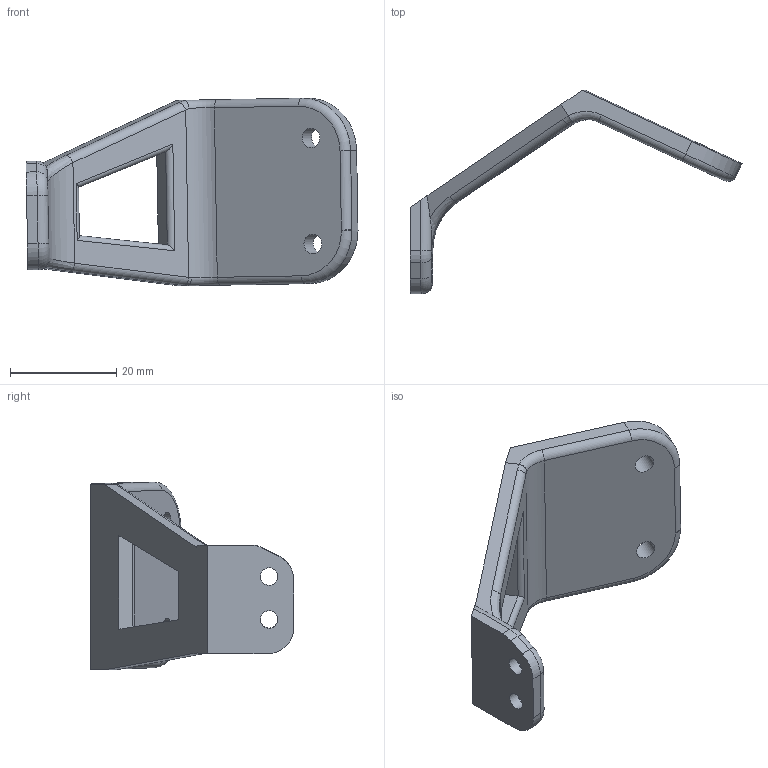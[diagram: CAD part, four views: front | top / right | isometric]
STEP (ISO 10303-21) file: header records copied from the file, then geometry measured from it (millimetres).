
FILE_DESCRIPTION(('HOOPS Exchange Step'),'2;1');
FILE_NAME('temp_export','2025-08-04T20:19:24+02:00',('tim'),('Shapr3D Limited'),'HOOPS Exchange 2024.8','Shapr3D','Authorized');
FILE_SCHEMA( ('AP242_MANAGED_MODEL_BASED_3D_ENGINEERING_MIM_LF {1 0 10303 442 1 1 4}') );
Length unit declared in the file: millimetre
Products named in the file (3): SO-ARM101_camera_wrist_mount_d405; Options; root
Assembly tree (2 placements, depth 3):
  root
    Options
      SO-ARM101_camera_wrist_mount_d405
Bounding box: 62.63 x 38.38 x 35.43 mm (x, y, z)
Volume: 8497.2 mm3; surface area: 5313.6 mm2
Topology: 1 solids, 1 shells, 63 faces, 178 edges, 117 vertices
Faces by surface type: cylinder 29, plane 22, torus 8, bspline 4
Full cylindrical faces by diameter (mm): 3.3 x2, 3.7 x2, 5.4 x2
Entity records: 2642 total; most frequent: CARTESIAN_POINT 851, DIRECTION 378, ORIENTED_EDGE 360, EDGE_CURVE 180, AXIS2_PLACEMENT_3D 146, VERTEX_POINT 119, VECTOR 86, LINE 86
